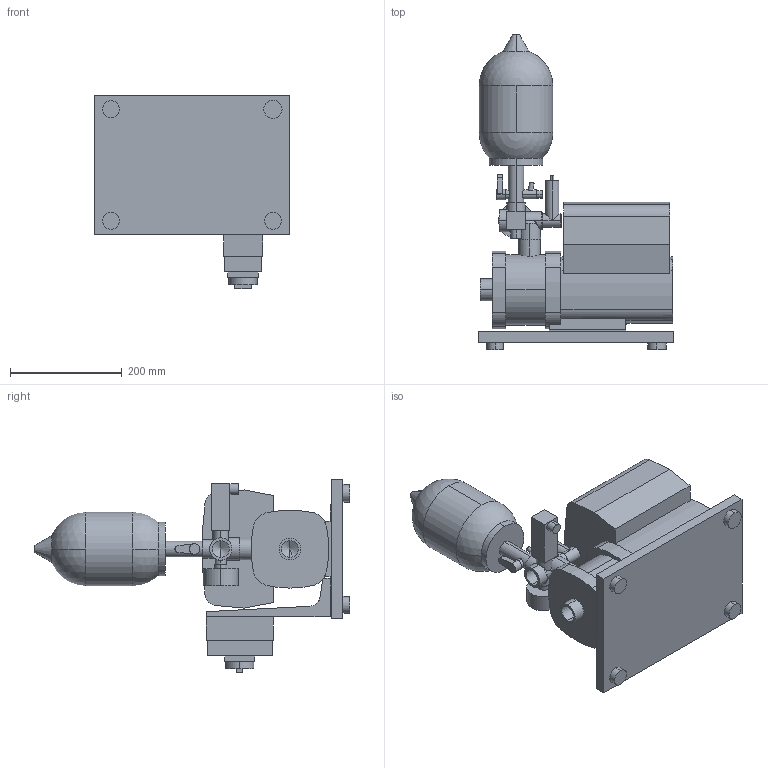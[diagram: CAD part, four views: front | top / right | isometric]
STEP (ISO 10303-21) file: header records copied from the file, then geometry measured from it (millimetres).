
FILE_DESCRIPTION (( 'STEP AP214' ), '1' );
FILE_NAME ('ComBo easy 3-4.STEP', '2018-02-06T13:57:30', ( '' ), ( '' ), 'SwSTEP 2.0', 'SolidWorks 2011', '' );
FILE_SCHEMA (( 'AUTOMOTIVE_DESIGN' ));
Length unit declared in the file: millimetre
Products named in the file (1): ComBo easy 3-4
Bounding box: 350 x 565 x 346.75 mm (x, y, z)
Volume: 14571974.4 mm3; surface area: 730495.1 mm2
Topology: 4 solids, 4 shells, 209 faces, 508 edges, 328 vertices
Faces by surface type: cylinder 97, plane 92, torus 10, cone 6, sphere 4
Entity records: 9278 total; most frequent: CARTESIAN_POINT 1919, DIRECTION 1093, ORIENTED_EDGE 1000, EDGE_CURVE 500, AXIS2_PLACEMENT_3D 422, VERTEX_POINT 328, VECTOR 249, LINE 249
